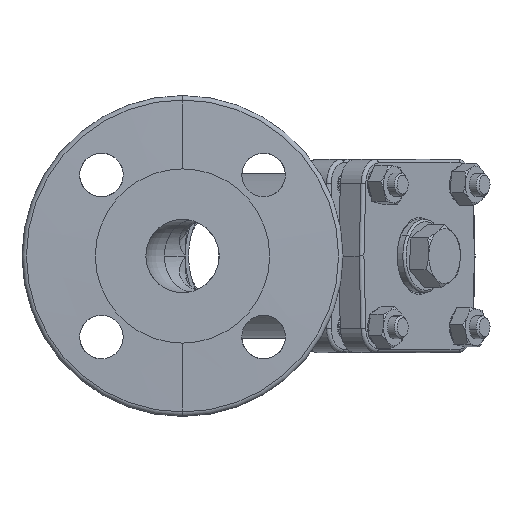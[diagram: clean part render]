
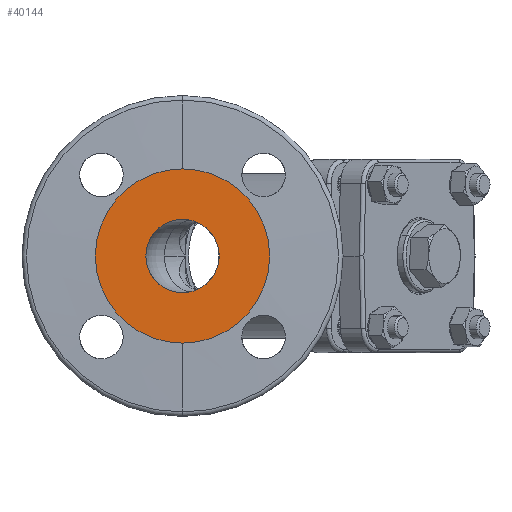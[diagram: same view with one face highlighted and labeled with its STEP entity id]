
A CAD part, left-side view. The second image highlights one B-rep face of the part: STEP entity #40144.
In plain terms, the highlighted planar face has unit normal (-1, 0, 0).
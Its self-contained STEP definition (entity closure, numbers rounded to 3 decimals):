
#1441 = EDGE_LOOP ( 'NONE', ( #23429, #23428 ) ) ;
#1453 = EDGE_LOOP ( 'NONE', ( #23427, #23426 ) ) ;
#4086 = AXIS2_PLACEMENT_3D ( 'NONE', #28916, #28917, #28918 ) ;
#4088 = AXIS2_PLACEMENT_3D ( 'NONE', #29013, #29014, #29015 ) ;
#4093 = AXIS2_PLACEMENT_3D ( 'NONE', #29061, #29079, #29080 ) ;
#4278 = AXIS2_PLACEMENT_3D ( 'NONE', #15626, #15633, #15634 ) ;
#8171 = EDGE_CURVE ( 'NONE', #37371, #37370, #21022, .T. ) ;
#8718 = AXIS2_PLACEMENT_3D ( 'NONE', #30919, #30920, #30921 ) ;
#15626 = CARTESIAN_POINT ( 'NONE',  ( -180., 0., 0. ) ) ;
#15631 = PLANE ( 'NONE',  #4278 ) ;
#15633 = DIRECTION ( 'NONE',  ( -1., 0., 0. ) ) ;
#15634 = DIRECTION ( 'NONE',  ( 0., 0., 1. ) ) ;
#17051 = CARTESIAN_POINT ( 'NONE',  ( -180., 16., 0. ) ) ;
#17052 = CARTESIAN_POINT ( 'NONE',  ( -180., -16., 0. ) ) ;
#17148 = CARTESIAN_POINT ( 'NONE',  ( -180., 0., -38. ) ) ;
#17149 = CARTESIAN_POINT ( 'NONE',  ( -180., 0., 38. ) ) ;
#21022 = CIRCLE ( 'NONE', #8718, 16. ) ;
#22499 = EDGE_CURVE ( 'NONE', #37467, #37468, #29253, .T. ) ;
#22518 = EDGE_CURVE ( 'NONE', #37468, #37467, #29265, .T. ) ;
#22526 = EDGE_CURVE ( 'NONE', #37370, #37371, #29269, .T. ) ;
#23426 = ORIENTED_EDGE ( 'NONE', *, *, #22526, .T. ) ;
#23427 = ORIENTED_EDGE ( 'NONE', *, *, #8171, .T. ) ;
#23428 = ORIENTED_EDGE ( 'NONE', *, *, #22518, .F. ) ;
#23429 = ORIENTED_EDGE ( 'NONE', *, *, #22499, .F. ) ;
#28916 = CARTESIAN_POINT ( 'NONE',  ( -180., 0., 0. ) ) ;
#28917 = DIRECTION ( 'NONE',  ( 1., 0., 0. ) ) ;
#28918 = DIRECTION ( 'NONE',  ( 0., 0., -1. ) ) ;
#29013 = CARTESIAN_POINT ( 'NONE',  ( -180., 0., 0. ) ) ;
#29014 = DIRECTION ( 'NONE',  ( 1., 0., 0. ) ) ;
#29015 = DIRECTION ( 'NONE',  ( 0., 0., -1. ) ) ;
#29061 = CARTESIAN_POINT ( 'NONE',  ( -180., 0., 0. ) ) ;
#29079 = DIRECTION ( 'NONE',  ( 1., 0., 0. ) ) ;
#29080 = DIRECTION ( 'NONE',  ( 0., 0., -1. ) ) ;
#29253 = CIRCLE ( 'NONE', #4086, 38. ) ;
#29265 = CIRCLE ( 'NONE', #4088, 38. ) ;
#29269 = CIRCLE ( 'NONE', #4093, 16. ) ;
#29642 = FACE_OUTER_BOUND ( 'NONE', #1441, .T. ) ;
#29643 = FACE_BOUND ( 'NONE', #1453, .T. ) ;
#30919 = CARTESIAN_POINT ( 'NONE',  ( -180., 0., 0. ) ) ;
#30920 = DIRECTION ( 'NONE',  ( 1., 0., 0. ) ) ;
#30921 = DIRECTION ( 'NONE',  ( 0., 0., -1. ) ) ;
#37370 = VERTEX_POINT ( 'NONE', #17051 ) ;
#37371 = VERTEX_POINT ( 'NONE', #17052 ) ;
#37467 = VERTEX_POINT ( 'NONE', #17148 ) ;
#37468 = VERTEX_POINT ( 'NONE', #17149 ) ;
#40144 = ADVANCED_FACE ( 'NONE', ( #29642, #29643 ), #15631, .T. ) ;
